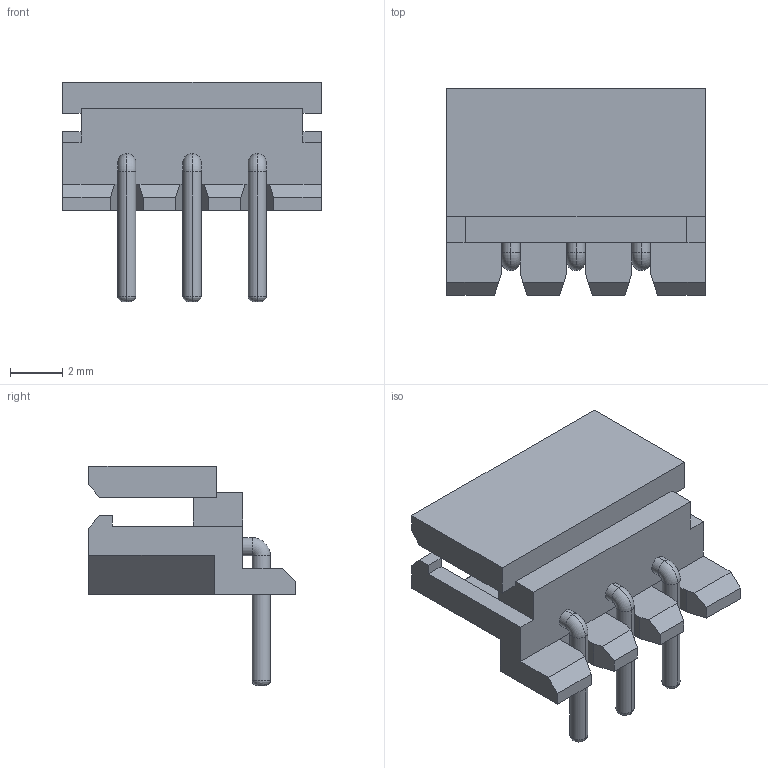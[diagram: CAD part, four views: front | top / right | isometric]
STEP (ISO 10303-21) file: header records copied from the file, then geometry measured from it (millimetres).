
FILE_DESCRIPTION(('STEP AP242'),'1');
FILE_NAME('22-05-7035.stp','2020-02-27T20:32:11',('TraceParts'),('TraceParts S.A.'),'Spatial InterOp 3D',' ',' ');
FILE_SCHEMA(('AP242_MANAGED_MODEL_BASED_3D_ENGINEERING_MIM_LF {1 0 10303 442 1 1 4}'));
Length unit declared in the file: millimetre
Products named in the file (1): 22-05-7035_1
Bounding box: 9.9 x 7.9 x 8.4 mm (x, y, z)
Volume: 174.2 mm3; surface area: 456.5 mm2
Topology: 1 solids, 1 shells, 120 faces, 321 edges, 225 vertices
Faces by surface type: plane 84, cylinder 18, bspline 12, torus 6
Entity records: 3914 total; most frequent: CARTESIAN_POINT 942, DIRECTION 604, ORIENTED_EDGE 586, EDGE_CURVE 293, LINE 246, VECTOR 246, VERTEX_POINT 181, AXIS2_PLACEMENT_3D 179
